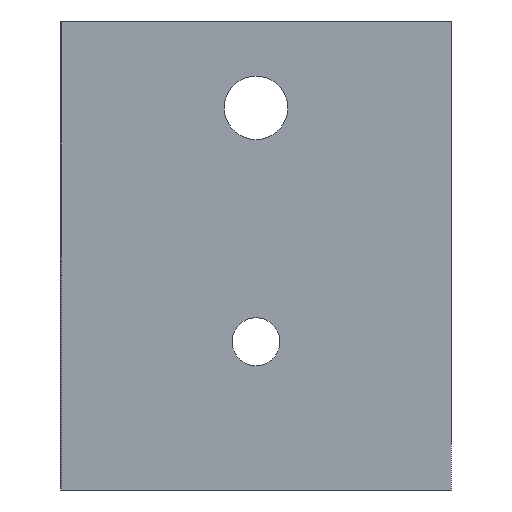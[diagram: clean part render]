
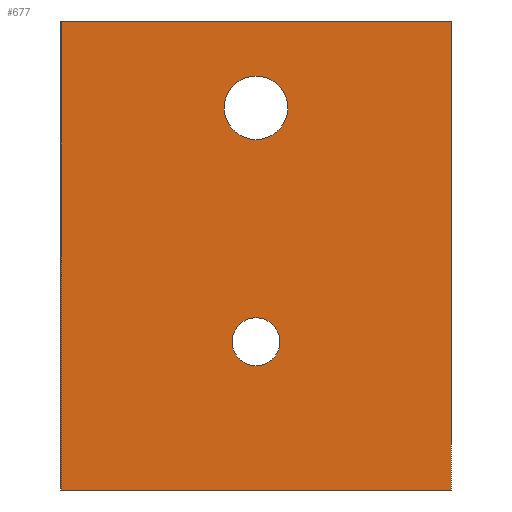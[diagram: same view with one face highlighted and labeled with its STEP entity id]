
A CAD part, left-side view. The second image highlights one B-rep face of the part: STEP entity #677.
In plain terms, the highlighted planar face has unit normal (-1, 0, 0).
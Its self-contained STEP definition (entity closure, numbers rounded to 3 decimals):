
#30 = CARTESIAN_POINT ( 'NONE',  ( -85., 25., 60. ) ) ;
#32 = EDGE_CURVE ( 'NONE', #845, #1029, #222, .T. ) ;
#40 = DIRECTION ( 'NONE',  ( -1., 0., 0. ) ) ;
#59 = EDGE_CURVE ( 'NONE', #354, #543, #1154, .T. ) ;
#64 = PLANE ( 'NONE',  #1036 ) ;
#66 = CARTESIAN_POINT ( 'NONE',  ( -85., 0., 53.075 ) ) ;
#73 = ORIENTED_EDGE ( 'NONE', *, *, #585, .F. ) ;
#75 = FACE_BOUND ( 'NONE', #1067, .T. ) ;
#116 = CARTESIAN_POINT ( 'NONE',  ( -85., 0., 19. ) ) ;
#132 = DIRECTION ( 'NONE',  ( 0., 0., 1. ) ) ;
#143 = ORIENTED_EDGE ( 'NONE', *, *, #59, .F. ) ;
#203 = ORIENTED_EDGE ( 'NONE', *, *, #260, .F. ) ;
#222 = LINE ( 'NONE', #485, #382 ) ;
#260 = EDGE_CURVE ( 'NONE', #319, #845, #1164, .T. ) ;
#277 = DIRECTION ( 'NONE',  ( 0., 0., -1. ) ) ;
#282 = EDGE_LOOP ( 'NONE', ( #143, #555 ) ) ;
#283 = CIRCLE ( 'NONE', #1009, 4.075 ) ;
#288 = CARTESIAN_POINT ( 'NONE',  ( -85., 0., 49. ) ) ;
#319 = VERTEX_POINT ( 'NONE', #30 ) ;
#350 = ORIENTED_EDGE ( 'NONE', *, *, #630, .F. ) ;
#354 = VERTEX_POINT ( 'NONE', #665 ) ;
#362 = CIRCLE ( 'NONE', #531, 4.075 ) ;
#366 = FACE_BOUND ( 'NONE', #282, .T. ) ;
#373 = CARTESIAN_POINT ( 'NONE',  ( -85., 25., 6. ) ) ;
#382 = VECTOR ( 'NONE', #681, 1000. ) ;
#431 = AXIS2_PLACEMENT_3D ( 'NONE', #116, #489, #476 ) ;
#436 = DIRECTION ( 'NONE',  ( 0., 0., 1. ) ) ;
#448 = FACE_OUTER_BOUND ( 'NONE', #488, .T. ) ;
#459 = EDGE_CURVE ( 'NONE', #543, #354, #496, .T. ) ;
#476 = DIRECTION ( 'NONE',  ( 0., 0., 1. ) ) ;
#485 = CARTESIAN_POINT ( 'NONE',  ( -85., -25., 6. ) ) ;
#488 = EDGE_LOOP ( 'NONE', ( #1129, #1212, #203, #1180 ) ) ;
#489 = DIRECTION ( 'NONE',  ( -1., 0., 0. ) ) ;
#496 = CIRCLE ( 'NONE', #431, 3.075 ) ;
#529 = CARTESIAN_POINT ( 'NONE',  ( -85., 0., 44.925 ) ) ;
#531 = AXIS2_PLACEMENT_3D ( 'NONE', #887, #40, #132 ) ;
#534 = CARTESIAN_POINT ( 'NONE',  ( -85., -25., 0. ) ) ;
#543 = VERTEX_POINT ( 'NONE', #1019 ) ;
#552 = CARTESIAN_POINT ( 'NONE',  ( -85., 25., 0. ) ) ;
#555 = ORIENTED_EDGE ( 'NONE', *, *, #459, .F. ) ;
#585 = EDGE_CURVE ( 'NONE', #785, #962, #362, .T. ) ;
#597 = VECTOR ( 'NONE', #689, 1000. ) ;
#598 = VERTEX_POINT ( 'NONE', #552 ) ;
#609 = CARTESIAN_POINT ( 'NONE',  ( -85., -25., 0. ) ) ;
#630 = EDGE_CURVE ( 'NONE', #962, #785, #283, .T. ) ;
#647 = CARTESIAN_POINT ( 'NONE',  ( -85., -25., 6. ) ) ;
#653 = VECTOR ( 'NONE', #992, 1000. ) ;
#665 = CARTESIAN_POINT ( 'NONE',  ( -85., 0., 22.075 ) ) ;
#677 = ADVANCED_FACE ( 'NONE', ( #75, #366, #448 ), #64, .F. ) ;
#681 = DIRECTION ( 'NONE',  ( 0., 0., -1. ) ) ;
#689 = DIRECTION ( 'NONE',  ( 0., -1., 0. ) ) ;
#744 = EDGE_CURVE ( 'NONE', #319, #598, #1196, .T. ) ;
#756 = DIRECTION ( 'NONE',  ( -1., 0., 0. ) ) ;
#757 = DIRECTION ( 'NONE',  ( -1., 0., 0. ) ) ;
#777 = VECTOR ( 'NONE', #277, 1000. ) ;
#785 = VERTEX_POINT ( 'NONE', #529 ) ;
#810 = LINE ( 'NONE', #609, #653 ) ;
#845 = VERTEX_POINT ( 'NONE', #1182 ) ;
#849 = CARTESIAN_POINT ( 'NONE',  ( -85., 0., 19. ) ) ;
#887 = CARTESIAN_POINT ( 'NONE',  ( -85., 0., 49. ) ) ;
#951 = DIRECTION ( 'NONE',  ( 0., 0., 1. ) ) ;
#962 = VERTEX_POINT ( 'NONE', #66 ) ;
#973 = EDGE_CURVE ( 'NONE', #598, #1029, #810, .T. ) ;
#992 = DIRECTION ( 'NONE',  ( 0., -1., 0. ) ) ;
#1009 = AXIS2_PLACEMENT_3D ( 'NONE', #288, #757, #436 ) ;
#1019 = CARTESIAN_POINT ( 'NONE',  ( -85., 0., 15.925 ) ) ;
#1029 = VERTEX_POINT ( 'NONE', #534 ) ;
#1036 = AXIS2_PLACEMENT_3D ( 'NONE', #647, #1211, #1202 ) ;
#1056 = AXIS2_PLACEMENT_3D ( 'NONE', #849, #756, #951 ) ;
#1067 = EDGE_LOOP ( 'NONE', ( #350, #73 ) ) ;
#1129 = ORIENTED_EDGE ( 'NONE', *, *, #973, .T. ) ;
#1143 = CARTESIAN_POINT ( 'NONE',  ( -85., 25., 60. ) ) ;
#1154 = CIRCLE ( 'NONE', #1056, 3.075 ) ;
#1164 = LINE ( 'NONE', #1143, #597 ) ;
#1180 = ORIENTED_EDGE ( 'NONE', *, *, #744, .T. ) ;
#1182 = CARTESIAN_POINT ( 'NONE',  ( -85., -25., 60. ) ) ;
#1196 = LINE ( 'NONE', #373, #777 ) ;
#1202 = DIRECTION ( 'NONE',  ( 0., 0., -1. ) ) ;
#1211 = DIRECTION ( 'NONE',  ( 1., 0., 0. ) ) ;
#1212 = ORIENTED_EDGE ( 'NONE', *, *, #32, .F. ) ;
